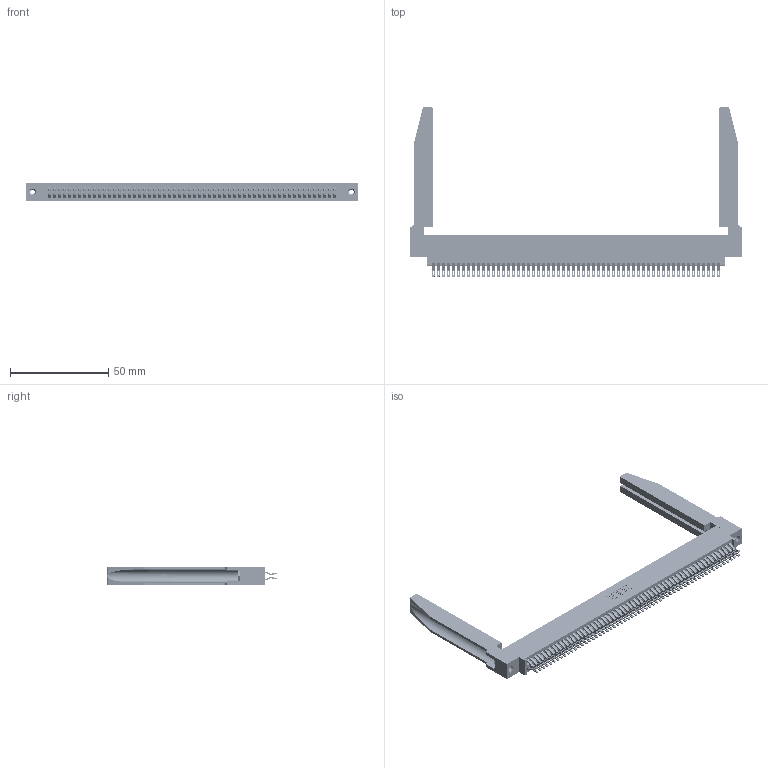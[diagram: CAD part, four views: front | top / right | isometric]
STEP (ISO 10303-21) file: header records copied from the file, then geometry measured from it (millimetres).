
FILE_DESCRIPTION (( 'STEP AP203' ), '1' );
FILE_NAME ('345-116-555-878.STEP', '2019-11-05T16:34:54', ( '' ), ( '' ), 'SwSTEP 2.0', 'SolidWorks 2016', '' );
FILE_SCHEMA (( 'CONFIG_CONTROL_DESIGN' ));
Length unit declared in the file: inch
Products named in the file (5): 345-220-078_345-220-078; 345 Part_0.170 Offset - 0.156 Dia-TH; 345-116-555-878; 345-250-001_345-250-001-102; 345-292-001_555 Tail
Assembly tree (121 placements, depth 2):
  345-116-555-878
    345 Part_0.170 Offset - 0.156 Dia-TH
    345-292-001_555 Tail  x116
    345-250-001_345-250-001-102  x2
    345-220-078_345-220-078  x2
Bounding box: 168.55 x 86.41 x 9.4 mm (x, y, z)
Volume: 24515.6 mm3; surface area: 33214.2 mm2
Topology: 121 solids, 121 shells, 6860 faces, 21493 edges, 14318 vertices
Faces by surface type: plane 3822, cylinder 2986, bspline 36, cone 12, torus 4
Entity records: 48552 total; most frequent: CARTESIAN_POINT 9077, ORIENTED_EDGE 7878, DIRECTION 6945, EDGE_CURVE 3939, LINE 3461, VECTOR 3461, VERTEX_POINT 2620, AXIS2_PLACEMENT_3D 1742
